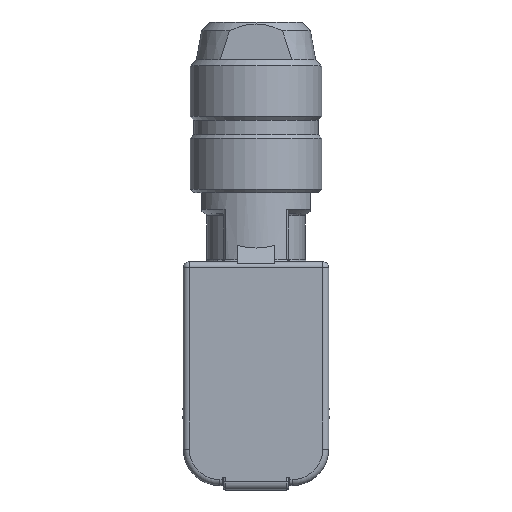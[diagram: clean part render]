
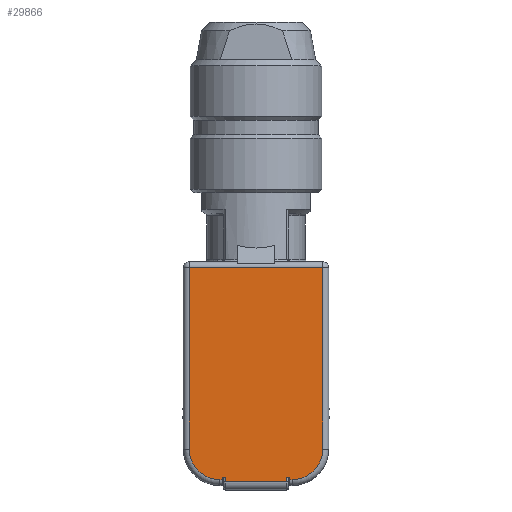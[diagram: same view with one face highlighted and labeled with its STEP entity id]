
A CAD part, top view. The second image highlights one B-rep face of the part: STEP entity #29866.
In plain terms, the highlighted planar face has unit normal (0, 0, 1).
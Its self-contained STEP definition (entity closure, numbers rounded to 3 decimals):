
#29498=AXIS2_PLACEMENT_3D('Circle Axis2P3D',#29496,#29497,$) ;
#29780=AXIS2_PLACEMENT_3D('Plane Axis2P3D',#29777,#29778,#29779) ;
#29819=AXIS2_PLACEMENT_3D('Circle Axis2P3D',#29817,#29818,$) ;
#27884=CARTESIAN_POINT('Vertex',(19.282,5.6,41.8)) ;
#27891=CARTESIAN_POINT('Vertex',(19.282,30.6,41.8)) ;
#27894=CARTESIAN_POINT('Line Origine',(19.282,21.,41.8)) ;
#28974=CARTESIAN_POINT('Vertex',(0.882,30.6,41.8)) ;
#28981=CARTESIAN_POINT('Vertex',(0.882,5.6,41.8)) ;
#28984=CARTESIAN_POINT('Line Origine',(0.882,21.,41.8)) ;
#29001=CARTESIAN_POINT('Line Origine',(7.532,30.6,41.8)) ;
#29493=CARTESIAN_POINT('Vertex',(15.082,1.4,41.8)) ;
#29496=CARTESIAN_POINT('Axis2P3D Location',(15.082,5.6,41.8)) ;
#29777=CARTESIAN_POINT('Axis2P3D Location',(14.582,1.7,41.8)) ;
#29782=CARTESIAN_POINT('Line Origine',(10.082,1.1,41.8)) ;
#29786=CARTESIAN_POINT('Vertex',(5.882,1.1,41.8)) ;
#29788=CARTESIAN_POINT('Vertex',(14.282,1.1,41.8)) ;
#29791=CARTESIAN_POINT('Line Origine',(14.282,1.4,41.8)) ;
#29795=CARTESIAN_POINT('Vertex',(14.282,1.7,41.8)) ;
#29798=CARTESIAN_POINT('Line Origine',(14.482,1.7,41.8)) ;
#29802=CARTESIAN_POINT('Vertex',(14.682,1.7,41.8)) ;
#29805=CARTESIAN_POINT('Line Origine',(14.682,1.55,41.8)) ;
#29809=CARTESIAN_POINT('Vertex',(14.682,1.4,41.8)) ;
#29812=CARTESIAN_POINT('Line Origine',(14.882,1.4,41.8)) ;
#29817=CARTESIAN_POINT('Axis2P3D Location',(5.082,5.6,41.8)) ;
#29821=CARTESIAN_POINT('Vertex',(5.082,1.4,41.8)) ;
#29824=CARTESIAN_POINT('Line Origine',(5.282,1.4,41.8)) ;
#29828=CARTESIAN_POINT('Vertex',(5.482,1.4,41.8)) ;
#29831=CARTESIAN_POINT('Line Origine',(5.482,1.55,41.8)) ;
#29835=CARTESIAN_POINT('Vertex',(5.482,1.7,41.8)) ;
#29838=CARTESIAN_POINT('Line Origine',(5.682,1.7,41.8)) ;
#29842=CARTESIAN_POINT('Vertex',(5.882,1.7,41.8)) ;
#29845=CARTESIAN_POINT('Line Origine',(5.882,1.4,41.8)) ;
#27895=DIRECTION('Vector Direction',(0.,-1.,0.)) ;
#28985=DIRECTION('Vector Direction',(0.,-1.,0.)) ;
#29002=DIRECTION('Vector Direction',(1.,0.,0.)) ;
#29497=DIRECTION('Axis2P3D Direction',(-0.,0.,1.)) ;
#29778=DIRECTION('Axis2P3D Direction',(0.,-0.,1.)) ;
#29779=DIRECTION('Axis2P3D XDirection',(0.,1.,0.)) ;
#29783=DIRECTION('Vector Direction',(1.,0.,0.)) ;
#29792=DIRECTION('Vector Direction',(0.,1.,0.)) ;
#29799=DIRECTION('Vector Direction',(-1.,0.,0.)) ;
#29806=DIRECTION('Vector Direction',(0.,1.,0.)) ;
#29813=DIRECTION('Vector Direction',(1.,0.,0.)) ;
#29818=DIRECTION('Axis2P3D Direction',(0.,-0.,1.)) ;
#29825=DIRECTION('Vector Direction',(1.,0.,0.)) ;
#29832=DIRECTION('Vector Direction',(0.,1.,0.)) ;
#29839=DIRECTION('Vector Direction',(-1.,0.,0.)) ;
#29846=DIRECTION('Vector Direction',(0.,-1.,0.)) ;
#27896=VECTOR('Line Direction',#27895,1.) ;
#28986=VECTOR('Line Direction',#28985,1.) ;
#29003=VECTOR('Line Direction',#29002,1.) ;
#29784=VECTOR('Line Direction',#29783,1.) ;
#29793=VECTOR('Line Direction',#29792,1.) ;
#29800=VECTOR('Line Direction',#29799,1.) ;
#29807=VECTOR('Line Direction',#29806,1.) ;
#29814=VECTOR('Line Direction',#29813,1.) ;
#29826=VECTOR('Line Direction',#29825,1.) ;
#29833=VECTOR('Line Direction',#29832,1.) ;
#29840=VECTOR('Line Direction',#29839,1.) ;
#29847=VECTOR('Line Direction',#29846,1.) ;
#29851=ORIENTED_EDGE('',*,*,#29790,.T.) ;
#29852=ORIENTED_EDGE('',*,*,#29797,.T.) ;
#29853=ORIENTED_EDGE('',*,*,#29804,.F.) ;
#29854=ORIENTED_EDGE('',*,*,#29811,.F.) ;
#29855=ORIENTED_EDGE('',*,*,#29816,.T.) ;
#29856=ORIENTED_EDGE('',*,*,#29500,.T.) ;
#29857=ORIENTED_EDGE('',*,*,#27898,.T.) ;
#29858=ORIENTED_EDGE('',*,*,#29005,.F.) ;
#29859=ORIENTED_EDGE('',*,*,#28988,.T.) ;
#29860=ORIENTED_EDGE('',*,*,#29823,.T.) ;
#29861=ORIENTED_EDGE('',*,*,#29830,.T.) ;
#29862=ORIENTED_EDGE('',*,*,#29837,.T.) ;
#29863=ORIENTED_EDGE('',*,*,#29844,.F.) ;
#29864=ORIENTED_EDGE('',*,*,#29849,.T.) ;
#29866=ADVANCED_FACE('Hauptk\X2\00F6\X0\rper',(#29865),#29781,.T.) ;
#29499=CIRCLE('generated circle',#29498,4.2) ;
#29820=CIRCLE('generated circle',#29819,4.2) ;
#27898=EDGE_CURVE('',#27885,#27892,#27897,.F.) ;
#28988=EDGE_CURVE('',#28975,#28982,#28987,.T.) ;
#29005=EDGE_CURVE('',#28975,#27892,#29004,.T.) ;
#29500=EDGE_CURVE('',#29494,#27885,#29499,.T.) ;
#29790=EDGE_CURVE('',#29787,#29789,#29785,.T.) ;
#29797=EDGE_CURVE('',#29789,#29796,#29794,.T.) ;
#29804=EDGE_CURVE('',#29803,#29796,#29801,.T.) ;
#29811=EDGE_CURVE('',#29810,#29803,#29808,.T.) ;
#29816=EDGE_CURVE('',#29810,#29494,#29815,.T.) ;
#29823=EDGE_CURVE('',#28982,#29822,#29820,.T.) ;
#29830=EDGE_CURVE('',#29822,#29829,#29827,.T.) ;
#29837=EDGE_CURVE('',#29829,#29836,#29834,.T.) ;
#29844=EDGE_CURVE('',#29843,#29836,#29841,.T.) ;
#29849=EDGE_CURVE('',#29843,#29787,#29848,.T.) ;
#29850=EDGE_LOOP('',(#29851,#29852,#29853,#29854,#29855,#29856,#29857,#29858,#29859,#29860,#29861,#29862,#29863,#29864)) ;
#29865=FACE_OUTER_BOUND('',#29850,.T.) ;
#27897=LINE('Line',#27894,#27896) ;
#28987=LINE('Line',#28984,#28986) ;
#29004=LINE('Line',#29001,#29003) ;
#29785=LINE('Line',#29782,#29784) ;
#29794=LINE('Line',#29791,#29793) ;
#29801=LINE('Line',#29798,#29800) ;
#29808=LINE('Line',#29805,#29807) ;
#29815=LINE('Line',#29812,#29814) ;
#29827=LINE('Line',#29824,#29826) ;
#29834=LINE('Line',#29831,#29833) ;
#29841=LINE('Line',#29838,#29840) ;
#29848=LINE('Line',#29845,#29847) ;
#29781=PLANE('',#29780) ;
#27885=VERTEX_POINT('',#27884) ;
#27892=VERTEX_POINT('',#27891) ;
#28975=VERTEX_POINT('',#28974) ;
#28982=VERTEX_POINT('',#28981) ;
#29494=VERTEX_POINT('',#29493) ;
#29787=VERTEX_POINT('',#29786) ;
#29789=VERTEX_POINT('',#29788) ;
#29796=VERTEX_POINT('',#29795) ;
#29803=VERTEX_POINT('',#29802) ;
#29810=VERTEX_POINT('',#29809) ;
#29822=VERTEX_POINT('',#29821) ;
#29829=VERTEX_POINT('',#29828) ;
#29836=VERTEX_POINT('',#29835) ;
#29843=VERTEX_POINT('',#29842) ;
